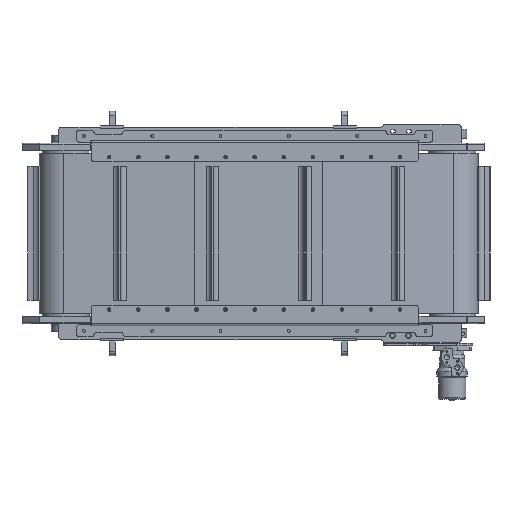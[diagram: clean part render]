
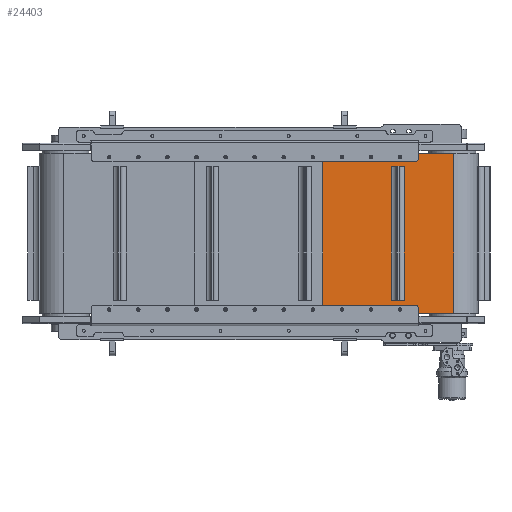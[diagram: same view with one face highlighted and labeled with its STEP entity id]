
A CAD part, front view. The second image highlights one B-rep face of the part: STEP entity #24403.
In plain terms, the highlighted planar face has unit normal (0.056, -0.998, 0).
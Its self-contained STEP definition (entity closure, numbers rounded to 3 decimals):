
#1311=FACE_BOUND('',#5581,.T.);
#3850=FACE_OUTER_BOUND('',#5580,.T.);
#5580=EDGE_LOOP('',(#20851,#20852,#20853,#20854));
#5581=EDGE_LOOP('',(#20855,#20856,#20857,#20858));
#7728=LINE('',#40179,#9928);
#7732=LINE('',#40187,#9932);
#7745=LINE('',#40221,#9945);
#7747=LINE('',#40224,#9947);
#7847=LINE('',#40475,#10047);
#7852=LINE('',#40488,#10052);
#7853=LINE('',#40491,#10053);
#7854=LINE('',#40492,#10054);
#9928=VECTOR('',#31736,10.);
#9932=VECTOR('',#31742,10.);
#9945=VECTOR('',#31775,10.);
#9947=VECTOR('',#31779,10.);
#10047=VECTOR('',#32015,10.);
#10052=VECTOR('',#32028,10.);
#10053=VECTOR('',#32031,10.);
#10054=VECTOR('',#32032,10.);
#12145=VERTEX_POINT('',#40177);
#12146=VERTEX_POINT('',#40178);
#12149=VERTEX_POINT('',#40186);
#12160=VERTEX_POINT('',#40220);
#12242=VERTEX_POINT('',#40472);
#12243=VERTEX_POINT('',#40474);
#12247=VERTEX_POINT('',#40486);
#12248=VERTEX_POINT('',#40490);
#15072=EDGE_CURVE('',#12145,#12146,#7728,.T.);
#15076=EDGE_CURVE('',#12149,#12145,#7732,.T.);
#15093=EDGE_CURVE('',#12160,#12149,#7745,.T.);
#15095=EDGE_CURVE('',#12146,#12160,#7747,.T.);
#15218=EDGE_CURVE('',#12242,#12243,#7847,.T.);
#15225=EDGE_CURVE('',#12242,#12247,#7852,.T.);
#15226=EDGE_CURVE('',#12248,#12247,#7853,.T.);
#15227=EDGE_CURVE('',#12243,#12248,#7854,.T.);
#20851=ORIENTED_EDGE('',*,*,#15225,.T.);
#20852=ORIENTED_EDGE('',*,*,#15226,.F.);
#20853=ORIENTED_EDGE('',*,*,#15227,.F.);
#20854=ORIENTED_EDGE('',*,*,#15218,.F.);
#20855=ORIENTED_EDGE('',*,*,#15076,.T.);
#20856=ORIENTED_EDGE('',*,*,#15072,.T.);
#20857=ORIENTED_EDGE('',*,*,#15095,.T.);
#20858=ORIENTED_EDGE('',*,*,#15093,.T.);
#23238=PLANE('',#26441);
#24403=ADVANCED_FACE('',(#3850,#1311),#23238,.T.);
#26441=AXIS2_PLACEMENT_3D('',#40489,#32029,#32030);
#31736=DIRECTION('',(0.,0.,1.));
#31742=DIRECTION('',(-0.998,-0.056,0.));
#31775=DIRECTION('',(0.,0.,-1.));
#31779=DIRECTION('',(0.998,0.056,0.));
#32015=DIRECTION('',(-0.998,-0.056,0.));
#32028=DIRECTION('',(0.,0.,1.));
#32029=DIRECTION('center_axis',(0.056,-0.998,0.));
#32030=DIRECTION('ref_axis',(0.998,0.056,0.));
#32031=DIRECTION('',(0.998,0.056,0.));
#32032=DIRECTION('',(0.,0.,1.));
#40177=CARTESIAN_POINT('',(455.335,-101.858,-230.));
#40178=CARTESIAN_POINT('',(455.335,-101.858,230.));
#40179=CARTESIAN_POINT('',(455.335,-101.858,0.));
#40186=CARTESIAN_POINT('',(499.266,-99.403,-230.));
#40187=CARTESIAN_POINT('',(348.748,-107.815,-230.));
#40220=CARTESIAN_POINT('',(499.266,-99.403,230.));
#40221=CARTESIAN_POINT('',(499.266,-99.403,0.));
#40224=CARTESIAN_POINT('',(348.748,-107.815,230.));
#40472=CARTESIAN_POINT('',(670.022,-89.86,-275.));
#40474=CARTESIAN_POINT('',(220.195,-115.,-275.));
#40475=CARTESIAN_POINT('',(220.195,-115.,-275.));
#40486=CARTESIAN_POINT('',(670.022,-89.86,275.));
#40488=CARTESIAN_POINT('',(670.022,-89.86,0.));
#40489=CARTESIAN_POINT('Origin',(220.195,-115.,0.));
#40490=CARTESIAN_POINT('',(220.195,-115.,275.));
#40491=CARTESIAN_POINT('',(220.195,-115.,275.));
#40492=CARTESIAN_POINT('',(220.195,-115.,0.));
